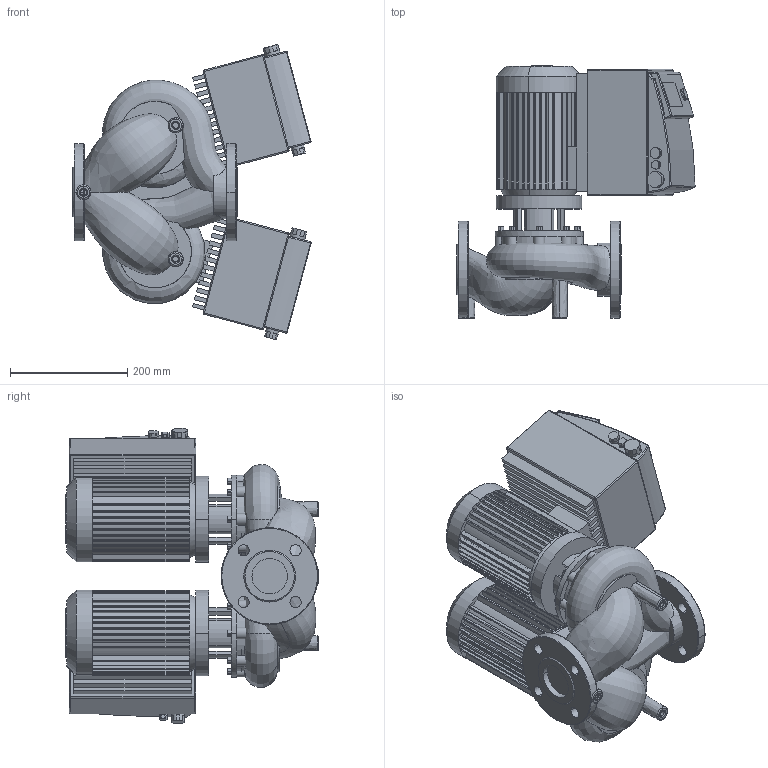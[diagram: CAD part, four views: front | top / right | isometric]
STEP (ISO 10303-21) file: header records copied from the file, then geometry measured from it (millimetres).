
FILE_DESCRIPTION((''),'2;1');
FILE_NAME('3d_DP-E50_105-0_75_2-IE4-2158946.stp','2016-08-05T07:35:28',(''),(''),'Mechanical Desktop 2009','Mechanical Desktop 2009',', , ');
FILE_SCHEMA(('CONFIG_CONTROL_DESIGN'));
Length unit declared in the file: millimetre
Products named in the file (1): Product
Bounding box: 405.73 x 430.5 x 503.11 mm (x, y, z)
Volume: 25702363.4 mm3; surface area: 1598710.4 mm2
Topology: 21 solids, 21 shells, 1450 faces, 3770 edges, 2409 vertices
Faces by surface type: plane 788, cylinder 302, bspline 298, sphere 36, torus 16, cone 10
Entity records: 62164 total; most frequent: CARTESIAN_POINT 27018, ORIENTED_EDGE 7460, DIRECTION 7014, EDGE_CURVE 3730, VERTEX_POINT 2407, VECTOR 2396, LINE 2396, AXIS2_PLACEMENT_3D 2309
